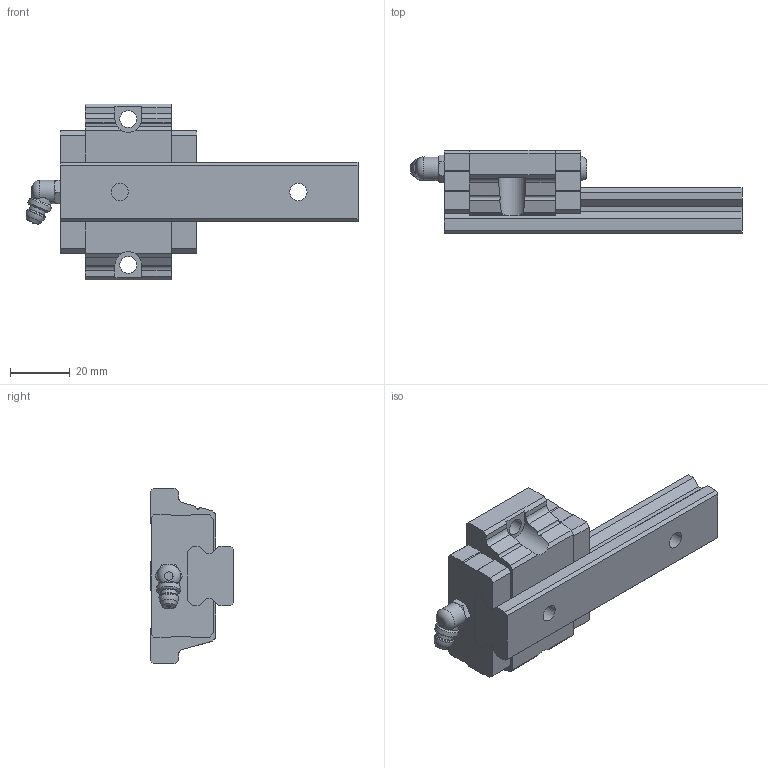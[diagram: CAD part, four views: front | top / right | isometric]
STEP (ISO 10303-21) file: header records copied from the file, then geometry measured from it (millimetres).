
FILE_DESCRIPTION(/* description */ ('STEP AP214'),/* implementation_level */ '2;1');
FILE_NAME(/* name */ 'LSD20F2S1X100S20AN-M6',/* time_stamp */ '2022-10-31T19:55:29+01:00',/* author */ ('License CC BY-ND 4.0'),/* organization */ ('CADENAS'),/* preprocessor_version */ 'ST-DEVELOPER v18.102',/* originating_system */ 'PARTsolutions',/* authorisation */ ' ');
FILE_SCHEMA (('AUTOMOTIVE_DESIGN {1 0 10303 214 3 1 1}'));
Length unit declared in the file: millimetre
Products named in the file (4): LSD20F2S1X100S20AN-M6; LSD20BK-F2S-N-A-M6; LSD20RLX100-S20-N-D; LSD20F2S1X100S20AN-M6_d
Assembly tree (3 placements, depth 2):
  LSD20F2S1X100S20AN-M6
    LSD20BK-F2S-N-A-M6
    LSD20RLX100-S20-N-D
    LSD20F2S1X100S20AN-M6_d
Bounding box: 111.46 x 28 x 59 mm (x, y, z)
Volume: 66205.5 mm3; surface area: 18672.6 mm2
Topology: 2 solids, 2 shells, 163 faces, 440 edges, 288 vertices
Faces by surface type: plane 131, cylinder 20, cone 6, torus 5, sphere 1
Full cylindrical faces by diameter (mm): 5.5 x1, 5.7 x2, 5.8 x2, 6.6 x1, 7.85 x1, 8 x1, 9.5 x2
Entity records: 5046 total; most frequent: CARTESIAN_POINT 933, ORIENTED_EDGE 828, DIRECTION 790, EDGE_CURVE 414, LINE 344, VECTOR 344, VERTEX_POINT 283, AXIS2_PLACEMENT_3D 223
